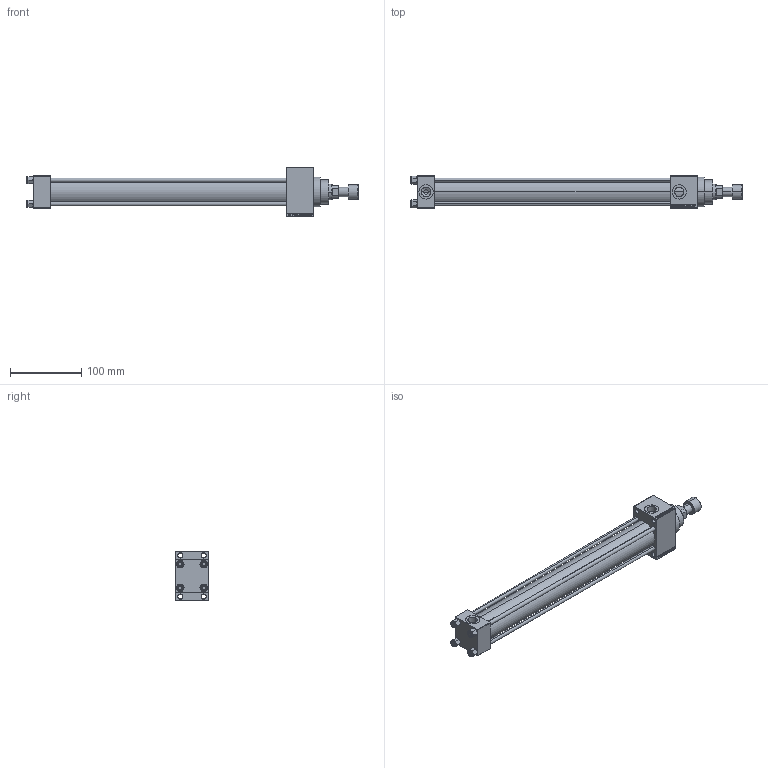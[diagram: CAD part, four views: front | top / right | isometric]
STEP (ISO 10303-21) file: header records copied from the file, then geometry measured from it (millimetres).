
FILE_DESCRIPTION (( 'STEP AP203' ), '1' );
FILE_NAME ('3f36.STEP', '2022-04-16T07:06:04', ( '' ), ( '' ), 'SwSTEP 2.0', 'SolidWorks 2019', '' );
FILE_SCHEMA (( 'CONFIG_CONTROL_DESIGN' ));
Length unit declared in the file: millimetre
Products named in the file (7): NUT_M5_D 40f89eabf56e0c486426f8170e68a93a; V215CR_D_TYCINKA 40f89eabf56e0c486426f8170e68a93a; V215CR_D_Body 40f89eabf56e0c486426f8170e68a93a; V215CR_VCP_D 40f89eabf56e0c486426f8170e68a93a; V215_VC_A 40f89eabf56e0c486426f8170e68a93a; 3f36; V215CR_ROD_END_F 40f89eabf56e0c486426f8170e68a93a
Assembly tree (12 placements, depth 2):
  3f36
    V215CR_D_Body 40f89eabf56e0c486426f8170e68a93a
    V215CR_VCP_D 40f89eabf56e0c486426f8170e68a93a
    NUT_M5_D 40f89eabf56e0c486426f8170e68a93a  x4
    V215CR_D_TYCINKA 40f89eabf56e0c486426f8170e68a93a  x4
    V215_VC_A 40f89eabf56e0c486426f8170e68a93a
    V215CR_ROD_END_F 40f89eabf56e0c486426f8170e68a93a
Bounding box: 466 x 45 x 70 mm (x, y, z)
Volume: 480043.4 mm3; surface area: 184082.3 mm2
Topology: 12 solids, 12 shells, 1115 faces, 2770 edges, 1791 vertices
Faces by surface type: plane 499, bspline 368, cone 144, cylinder 92, torus 12
Entity records: 47589 total; most frequent: CARTESIAN_POINT 25108, ORIENTED_EDGE 5032, DIRECTION 3254, EDGE_CURVE 2516, VERTEX_POINT 1647, LINE 1508, VECTOR 1508, EDGE_LOOP 1127
